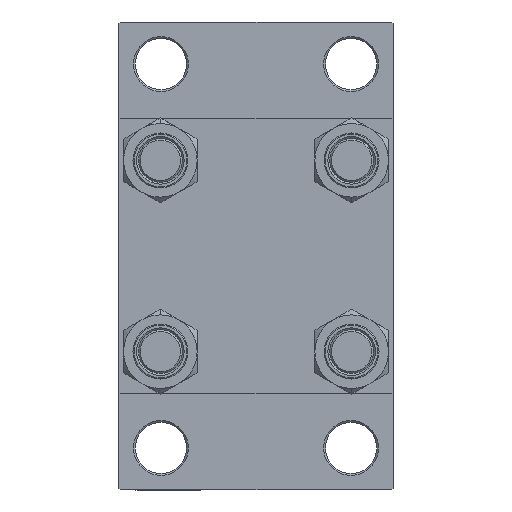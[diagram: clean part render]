
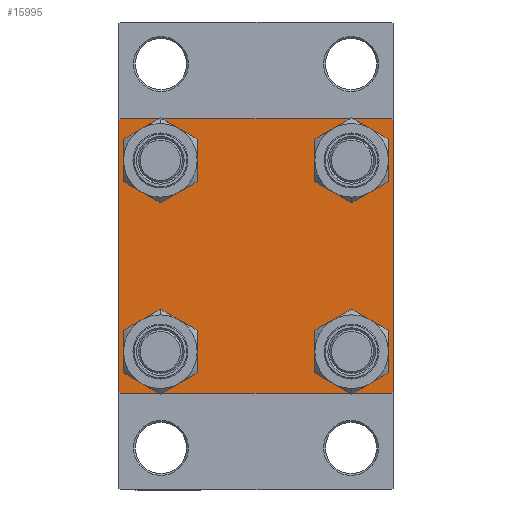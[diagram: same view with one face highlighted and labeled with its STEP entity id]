
A CAD part, left-side view. The second image highlights one B-rep face of the part: STEP entity #15995.
In plain terms, the highlighted planar face has unit normal (-1, 0, 0).
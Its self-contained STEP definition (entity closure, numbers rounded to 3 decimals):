
#679 = EDGE_CURVE ( 'NONE', #2045, #7717, #10595, .T. ) ;
#977 = CARTESIAN_POINT ( 'NONE',  ( 0., -26.15, 19.65 ) ) ;
#1059 = DIRECTION ( 'NONE',  ( 1., 0., 0. ) ) ;
#1612 = CARTESIAN_POINT ( 'NONE',  ( 0., 37.5, -37.5 ) ) ;
#2038 = FACE_BOUND ( 'NONE', #10467, .T. ) ;
#2045 = VERTEX_POINT ( 'NONE', #10308 ) ;
#2738 = FACE_BOUND ( 'NONE', #18675, .T. ) ;
#3127 = VECTOR ( 'NONE', #32710, 1000. ) ;
#3211 = PLANE ( 'NONE',  #4998 ) ;
#3662 = CARTESIAN_POINT ( 'NONE',  ( 0., -37.5, 37. ) ) ;
#3672 = ORIENTED_EDGE ( 'NONE', *, *, #6035, .T. ) ;
#4192 = CARTESIAN_POINT ( 'NONE',  ( 0., -26.15, 26.15 ) ) ;
#4998 = AXIS2_PLACEMENT_3D ( 'NONE', #32255, #10898, #14727 ) ;
#6035 = EDGE_CURVE ( 'NONE', #37642, #6054, #16958, .T. ) ;
#6054 = VERTEX_POINT ( 'NONE', #12889 ) ;
#6080 = DIRECTION ( 'NONE',  ( 1., 0., 0. ) ) ;
#6145 = DIRECTION ( 'NONE',  ( 1., 0., 0. ) ) ;
#6296 = ORIENTED_EDGE ( 'NONE', *, *, #19406, .T. ) ;
#6536 = DIRECTION ( 'NONE',  ( 0., -1., 0. ) ) ;
#6651 = VERTEX_POINT ( 'NONE', #21446 ) ;
#6854 = DIRECTION ( 'NONE',  ( 0., 0., 1. ) ) ;
#7037 = EDGE_CURVE ( 'NONE', #26343, #15155, #45390, .T. ) ;
#7197 = CARTESIAN_POINT ( 'NONE',  ( 0., 37.5, -37. ) ) ;
#7395 = AXIS2_PLACEMENT_3D ( 'NONE', #37506, #22623, #11573 ) ;
#7717 = VERTEX_POINT ( 'NONE', #977 ) ;
#8085 = CARTESIAN_POINT ( 'NONE',  ( 0., 37.25, -37.25 ) ) ;
#8402 = EDGE_CURVE ( 'NONE', #27653, #38383, #10381, .T. ) ;
#8414 = DIRECTION ( 'NONE',  ( 0., 0., -1. ) ) ;
#8419 = ORIENTED_EDGE ( 'NONE', *, *, #679, .T. ) ;
#9065 = DIRECTION ( 'NONE',  ( 0., 0.707, -0.707 ) ) ;
#9291 = ORIENTED_EDGE ( 'NONE', *, *, #41916, .T. ) ;
#9488 = CIRCLE ( 'NONE', #27884, 6.5 ) ;
#9577 = VECTOR ( 'NONE', #9065, 1000. ) ;
#10076 = ORIENTED_EDGE ( 'NONE', *, *, #21190, .T. ) ;
#10306 = EDGE_LOOP ( 'NONE', ( #29724, #44703 ) ) ;
#10308 = CARTESIAN_POINT ( 'NONE',  ( 0., -26.15, 32.65 ) ) ;
#10381 = LINE ( 'NONE', #32450, #24639 ) ;
#10467 = EDGE_LOOP ( 'NONE', ( #8419, #15185 ) ) ;
#10595 = CIRCLE ( 'NONE', #7395, 6.5 ) ;
#10784 = CIRCLE ( 'NONE', #31469, 6.5 ) ;
#10898 = DIRECTION ( 'NONE',  ( -1., 0., 0. ) ) ;
#11108 = LINE ( 'NONE', #18069, #3127 ) ;
#11573 = DIRECTION ( 'NONE',  ( 0., 0., 1. ) ) ;
#11602 = CARTESIAN_POINT ( 'NONE',  ( 0., -26.15, -26.15 ) ) ;
#11640 = EDGE_LOOP ( 'NONE', ( #32137, #15508, #3672, #23560, #32208, #6296, #46336, #29189 ) ) ;
#11681 = LINE ( 'NONE', #8085, #44052 ) ;
#11965 = VECTOR ( 'NONE', #14042, 1000. ) ;
#12423 = CARTESIAN_POINT ( 'NONE',  ( 0., -26.15, -26.15 ) ) ;
#12889 = CARTESIAN_POINT ( 'NONE',  ( 0., -37., -37.5 ) ) ;
#12907 = LINE ( 'NONE', #13138, #9577 ) ;
#13138 = CARTESIAN_POINT ( 'NONE',  ( 0., 37.25, 37.25 ) ) ;
#14042 = DIRECTION ( 'NONE',  ( 0., -0.707, 0.707 ) ) ;
#14196 = LINE ( 'NONE', #25005, #42008 ) ;
#14727 = DIRECTION ( 'NONE',  ( 0., 0., 1. ) ) ;
#15155 = VERTEX_POINT ( 'NONE', #45255 ) ;
#15185 = ORIENTED_EDGE ( 'NONE', *, *, #23561, .T. ) ;
#15310 = EDGE_LOOP ( 'NONE', ( #26693, #9291 ) ) ;
#15508 = ORIENTED_EDGE ( 'NONE', *, *, #40161, .T. ) ;
#15995 = ADVANCED_FACE ( 'NONE', ( #2038, #42133, #2738, #16662, #43796 ), #3211, .T. ) ;
#16563 = EDGE_CURVE ( 'NONE', #30054, #39068, #9488, .T. ) ;
#16662 = FACE_BOUND ( 'NONE', #10306, .T. ) ;
#16958 = LINE ( 'NONE', #1612, #41861 ) ;
#17801 = DIRECTION ( 'NONE',  ( 1., 0., 0. ) ) ;
#18069 = CARTESIAN_POINT ( 'NONE',  ( 0., 37.5, 37.5 ) ) ;
#18675 = EDGE_LOOP ( 'NONE', ( #10076, #20197 ) ) ;
#19406 = EDGE_CURVE ( 'NONE', #26343, #38383, #14196, .T. ) ;
#20101 = DIRECTION ( 'NONE',  ( 0., 0., 1. ) ) ;
#20119 = LINE ( 'NONE', #45120, #11965 ) ;
#20197 = ORIENTED_EDGE ( 'NONE', *, *, #31662, .T. ) ;
#21190 = EDGE_CURVE ( 'NONE', #6651, #21198, #27384, .T. ) ;
#21198 = VERTEX_POINT ( 'NONE', #40855 ) ;
#21251 = CARTESIAN_POINT ( 'NONE',  ( 0., 26.15, -26.15 ) ) ;
#21415 = CARTESIAN_POINT ( 'NONE',  ( 0., 26.15, 26.15 ) ) ;
#21446 = CARTESIAN_POINT ( 'NONE',  ( 0., 26.15, -19.65 ) ) ;
#22623 = DIRECTION ( 'NONE',  ( 1., 0., 0. ) ) ;
#23293 = CARTESIAN_POINT ( 'NONE',  ( 0., -37.5, 37.5 ) ) ;
#23560 = ORIENTED_EDGE ( 'NONE', *, *, #44086, .T. ) ;
#23561 = EDGE_CURVE ( 'NONE', #7717, #2045, #32840, .T. ) ;
#23609 = CARTESIAN_POINT ( 'NONE',  ( 0., 26.15, 26.15 ) ) ;
#24124 = VERTEX_POINT ( 'NONE', #43239 ) ;
#24330 = DIRECTION ( 'NONE',  ( 0., 0., 1. ) ) ;
#24639 = VECTOR ( 'NONE', #6536, 1000. ) ;
#24931 = AXIS2_PLACEMENT_3D ( 'NONE', #12423, #27078, #20101 ) ;
#25005 = CARTESIAN_POINT ( 'NONE',  ( 0., -37.25, 37.25 ) ) ;
#25785 = DIRECTION ( 'NONE',  ( 0., 0., 1. ) ) ;
#26242 = DIRECTION ( 'NONE',  ( 1., 0., 0. ) ) ;
#26343 = VERTEX_POINT ( 'NONE', #3662 ) ;
#26485 = AXIS2_PLACEMENT_3D ( 'NONE', #21415, #17801, #28871 ) ;
#26693 = ORIENTED_EDGE ( 'NONE', *, *, #16563, .T. ) ;
#27017 = EDGE_CURVE ( 'NONE', #44039, #39942, #10784, .T. ) ;
#27047 = AXIS2_PLACEMENT_3D ( 'NONE', #21251, #6145, #6854 ) ;
#27078 = DIRECTION ( 'NONE',  ( 1., 0., 0. ) ) ;
#27200 = EDGE_CURVE ( 'NONE', #24124, #43866, #11108, .T. ) ;
#27384 = CIRCLE ( 'NONE', #37367, 6.5 ) ;
#27653 = VERTEX_POINT ( 'NONE', #28779 ) ;
#27793 = CIRCLE ( 'NONE', #27047, 6.5 ) ;
#27884 = AXIS2_PLACEMENT_3D ( 'NONE', #11602, #26242, #25785 ) ;
#28011 = DIRECTION ( 'NONE',  ( 0., -1., 0. ) ) ;
#28243 = AXIS2_PLACEMENT_3D ( 'NONE', #4192, #1059, #37332 ) ;
#28245 = VECTOR ( 'NONE', #8414, 1000. ) ;
#28779 = CARTESIAN_POINT ( 'NONE',  ( 0., 37., 37.5 ) ) ;
#28871 = DIRECTION ( 'NONE',  ( 0., 0., 1. ) ) ;
#29189 = ORIENTED_EDGE ( 'NONE', *, *, #41913, .T. ) ;
#29724 = ORIENTED_EDGE ( 'NONE', *, *, #39573, .T. ) ;
#30054 = VERTEX_POINT ( 'NONE', #30898 ) ;
#30898 = CARTESIAN_POINT ( 'NONE',  ( 0., -26.15, -19.65 ) ) ;
#31469 = AXIS2_PLACEMENT_3D ( 'NONE', #23609, #6080, #24330 ) ;
#31662 = EDGE_CURVE ( 'NONE', #21198, #6651, #27793, .T. ) ;
#32137 = ORIENTED_EDGE ( 'NONE', *, *, #27200, .T. ) ;
#32208 = ORIENTED_EDGE ( 'NONE', *, *, #7037, .F. ) ;
#32255 = CARTESIAN_POINT ( 'NONE',  ( 0., 0., 0. ) ) ;
#32450 = CARTESIAN_POINT ( 'NONE',  ( 0., 37.5, 37.5 ) ) ;
#32710 = DIRECTION ( 'NONE',  ( 0., 0., -1. ) ) ;
#32840 = CIRCLE ( 'NONE', #28243, 6.5 ) ;
#32933 = DIRECTION ( 'NONE',  ( 1., 0., 0. ) ) ;
#33763 = DIRECTION ( 'NONE',  ( 0., -0.707, -0.707 ) ) ;
#34459 = CARTESIAN_POINT ( 'NONE',  ( 0., 37., -37.5 ) ) ;
#36422 = CIRCLE ( 'NONE', #24931, 6.5 ) ;
#36954 = CARTESIAN_POINT ( 'NONE',  ( 0., -26.15, -32.65 ) ) ;
#36995 = DIRECTION ( 'NONE',  ( 0., 0.707, 0.707 ) ) ;
#37332 = DIRECTION ( 'NONE',  ( 0., 0., 1. ) ) ;
#37367 = AXIS2_PLACEMENT_3D ( 'NONE', #40142, #32933, #40386 ) ;
#37506 = CARTESIAN_POINT ( 'NONE',  ( 0., -26.15, 26.15 ) ) ;
#37642 = VERTEX_POINT ( 'NONE', #34459 ) ;
#37666 = CARTESIAN_POINT ( 'NONE',  ( 0., 26.15, 19.65 ) ) ;
#38383 = VERTEX_POINT ( 'NONE', #40284 ) ;
#39068 = VERTEX_POINT ( 'NONE', #36954 ) ;
#39573 = EDGE_CURVE ( 'NONE', #39942, #44039, #41819, .T. ) ;
#39942 = VERTEX_POINT ( 'NONE', #42457 ) ;
#40142 = CARTESIAN_POINT ( 'NONE',  ( 0., 26.15, -26.15 ) ) ;
#40161 = EDGE_CURVE ( 'NONE', #43866, #37642, #11681, .T. ) ;
#40284 = CARTESIAN_POINT ( 'NONE',  ( 0., -37., 37.5 ) ) ;
#40386 = DIRECTION ( 'NONE',  ( 0., 0., 1. ) ) ;
#40855 = CARTESIAN_POINT ( 'NONE',  ( 0., 26.15, -32.65 ) ) ;
#41819 = CIRCLE ( 'NONE', #26485, 6.5 ) ;
#41861 = VECTOR ( 'NONE', #28011, 1000. ) ;
#41913 = EDGE_CURVE ( 'NONE', #27653, #24124, #12907, .T. ) ;
#41916 = EDGE_CURVE ( 'NONE', #39068, #30054, #36422, .T. ) ;
#42008 = VECTOR ( 'NONE', #36995, 1000. ) ;
#42133 = FACE_BOUND ( 'NONE', #15310, .T. ) ;
#42457 = CARTESIAN_POINT ( 'NONE',  ( 0., 26.15, 32.65 ) ) ;
#43239 = CARTESIAN_POINT ( 'NONE',  ( 0., 37.5, 37. ) ) ;
#43796 = FACE_OUTER_BOUND ( 'NONE', #11640, .T. ) ;
#43866 = VERTEX_POINT ( 'NONE', #7197 ) ;
#44039 = VERTEX_POINT ( 'NONE', #37666 ) ;
#44052 = VECTOR ( 'NONE', #33763, 1000. ) ;
#44086 = EDGE_CURVE ( 'NONE', #6054, #15155, #20119, .T. ) ;
#44703 = ORIENTED_EDGE ( 'NONE', *, *, #27017, .T. ) ;
#45120 = CARTESIAN_POINT ( 'NONE',  ( 0., -37.25, -37.25 ) ) ;
#45255 = CARTESIAN_POINT ( 'NONE',  ( 0., -37.5, -37. ) ) ;
#45390 = LINE ( 'NONE', #23293, #28245 ) ;
#46336 = ORIENTED_EDGE ( 'NONE', *, *, #8402, .F. ) ;
